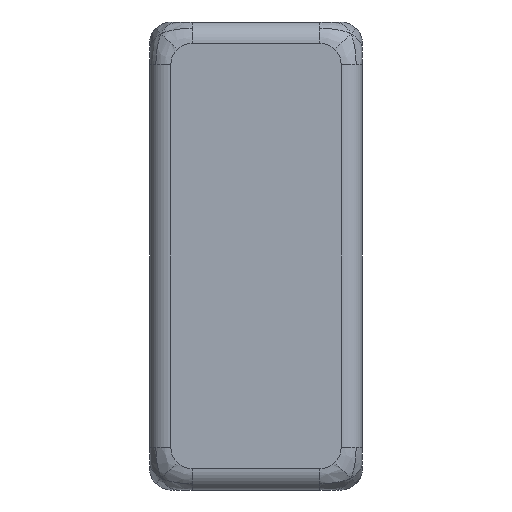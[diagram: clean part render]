
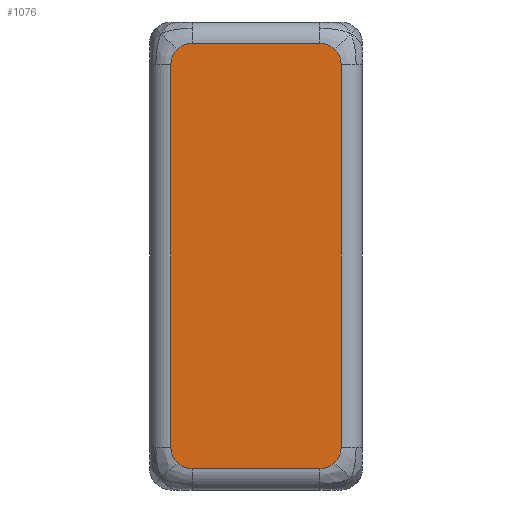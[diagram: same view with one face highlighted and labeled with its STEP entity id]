
A CAD part, left-side view. The second image highlights one B-rep face of the part: STEP entity #1076.
In plain terms, the highlighted planar face has unit normal (-1, 0, 0).
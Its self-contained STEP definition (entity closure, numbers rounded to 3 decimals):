
#18=PLANE('',#1204);
#25=LINE('',#3685,#49);
#28=LINE('',#3689,#52);
#31=LINE('',#3694,#55);
#34=LINE('',#3698,#58);
#49=VECTOR('',#1411,10.);
#52=VECTOR('',#1416,10.);
#55=VECTOR('',#1423,10.);
#58=VECTOR('',#1428,10.);
#144=FACE_OUTER_BOUND('',#210,.T.);
#210=EDGE_LOOP('',(#929,#930,#931,#932,#933,#934,#935,#936,#937,#938,#939,
#940));
#221=CIRCLE('',#1101,1.);
#227=CIRCLE('',#1107,1.);
#230=CIRCLE('',#1110,1.);
#241=CIRCLE('',#1121,1.);
#253=CIRCLE('',#1133,1.);
#256=CIRCLE('',#1136,1.);
#304=CIRCLE('',#1185,1.);
#308=CIRCLE('',#1189,1.);
#367=VERTEX_POINT('',#1690);
#368=VERTEX_POINT('',#1697);
#375=VERTEX_POINT('',#1836);
#376=VERTEX_POINT('',#1843);
#378=VERTEX_POINT('',#1889);
#391=VERTEX_POINT('',#2166);
#392=VERTEX_POINT('',#2173);
#407=VERTEX_POINT('',#2458);
#408=VERTEX_POINT('',#2465);
#410=VERTEX_POINT('',#2511);
#458=VERTEX_POINT('',#3600);
#460=VERTEX_POINT('',#3678);
#475=EDGE_CURVE('',#367,#368,#221,.T.);
#485=EDGE_CURVE('',#375,#376,#227,.T.);
#489=EDGE_CURVE('',#378,#375,#230,.T.);
#507=EDGE_CURVE('',#391,#392,#241,.T.);
#527=EDGE_CURVE('',#407,#408,#253,.T.);
#531=EDGE_CURVE('',#410,#407,#256,.T.);
#602=EDGE_CURVE('',#458,#391,#304,.T.);
#606=EDGE_CURVE('',#460,#367,#308,.T.);
#609=EDGE_CURVE('',#376,#460,#25,.T.);
#612=EDGE_CURVE('',#368,#458,#28,.T.);
#615=EDGE_CURVE('',#408,#378,#31,.T.);
#618=EDGE_CURVE('',#392,#410,#34,.T.);
#929=ORIENTED_EDGE('',*,*,#606,.F.);
#930=ORIENTED_EDGE('',*,*,#609,.F.);
#931=ORIENTED_EDGE('',*,*,#485,.F.);
#932=ORIENTED_EDGE('',*,*,#489,.F.);
#933=ORIENTED_EDGE('',*,*,#615,.F.);
#934=ORIENTED_EDGE('',*,*,#527,.F.);
#935=ORIENTED_EDGE('',*,*,#531,.F.);
#936=ORIENTED_EDGE('',*,*,#618,.F.);
#937=ORIENTED_EDGE('',*,*,#507,.F.);
#938=ORIENTED_EDGE('',*,*,#602,.F.);
#939=ORIENTED_EDGE('',*,*,#612,.F.);
#940=ORIENTED_EDGE('',*,*,#475,.F.);
#1076=ADVANCED_FACE('',(#144),#18,.T.);
#1101=AXIS2_PLACEMENT_3D('',#1698,#1225,#1226);
#1107=AXIS2_PLACEMENT_3D('',#1844,#1237,#1238);
#1110=AXIS2_PLACEMENT_3D('',#1891,#1243,#1244);
#1121=AXIS2_PLACEMENT_3D('',#2174,#1265,#1266);
#1133=AXIS2_PLACEMENT_3D('',#2466,#1289,#1290);
#1136=AXIS2_PLACEMENT_3D('',#2513,#1295,#1296);
#1185=AXIS2_PLACEMENT_3D('',#3602,#1395,#1396);
#1189=AXIS2_PLACEMENT_3D('',#3680,#1403,#1404);
#1204=AXIS2_PLACEMENT_3D('',#3717,#1455,#1456);
#1225=DIRECTION('center_axis',(1.,0.,0.));
#1226=DIRECTION('ref_axis',(0.,-0.707,-0.707));
#1237=DIRECTION('center_axis',(1.,0.,0.));
#1238=DIRECTION('ref_axis',(0.,-0.707,0.707));
#1243=DIRECTION('center_axis',(1.,0.,0.));
#1244=DIRECTION('ref_axis',(0.,-0.707,0.707));
#1265=DIRECTION('center_axis',(1.,0.,0.));
#1266=DIRECTION('ref_axis',(0.,0.707,-0.707));
#1289=DIRECTION('center_axis',(1.,0.,0.));
#1290=DIRECTION('ref_axis',(0.,0.707,0.707));
#1295=DIRECTION('center_axis',(1.,0.,0.));
#1296=DIRECTION('ref_axis',(0.,0.707,0.707));
#1395=DIRECTION('center_axis',(1.,0.,0.));
#1396=DIRECTION('ref_axis',(0.,0.707,-0.707));
#1403=DIRECTION('center_axis',(1.,0.,0.));
#1404=DIRECTION('ref_axis',(0.,-0.707,-0.707));
#1411=DIRECTION('',(0.,0.,-1.));
#1416=DIRECTION('',(0.,1.,0.));
#1423=DIRECTION('',(0.,-1.,0.));
#1428=DIRECTION('',(0.,0.,1.));
#1455=DIRECTION('center_axis',(-1.,0.,0.));
#1456=DIRECTION('ref_axis',(0.,0.,1.));
#1690=CARTESIAN_POINT('',(-42.5,1.293,-9.707));
#1697=CARTESIAN_POINT('',(-42.5,2.,-10.));
#1698=CARTESIAN_POINT('Origin',(-42.5,2.,-9.));
#1836=CARTESIAN_POINT('',(-42.5,1.293,9.707));
#1843=CARTESIAN_POINT('',(-42.5,1.,9.));
#1844=CARTESIAN_POINT('Origin',(-42.5,2.,9.));
#1889=CARTESIAN_POINT('',(-42.5,2.,10.));
#1891=CARTESIAN_POINT('Origin',(-42.5,2.,9.));
#2166=CARTESIAN_POINT('',(-42.5,8.707,-9.707));
#2173=CARTESIAN_POINT('',(-42.5,9.,-9.));
#2174=CARTESIAN_POINT('Origin',(-42.5,8.,-9.));
#2458=CARTESIAN_POINT('',(-42.5,8.707,9.707));
#2465=CARTESIAN_POINT('',(-42.5,8.,10.));
#2466=CARTESIAN_POINT('Origin',(-42.5,8.,9.));
#2511=CARTESIAN_POINT('',(-42.5,9.,9.));
#2513=CARTESIAN_POINT('Origin',(-42.5,8.,9.));
#3600=CARTESIAN_POINT('',(-42.5,8.,-10.));
#3602=CARTESIAN_POINT('Origin',(-42.5,8.,-9.));
#3678=CARTESIAN_POINT('',(-42.5,1.,-9.));
#3680=CARTESIAN_POINT('Origin',(-42.5,2.,-9.));
#3685=CARTESIAN_POINT('',(-42.5,1.,-5.5));
#3689=CARTESIAN_POINT('',(-42.5,0.,-10.));
#3694=CARTESIAN_POINT('',(-42.5,0.,10.));
#3698=CARTESIAN_POINT('',(-42.5,9.,-5.5));
#3717=CARTESIAN_POINT('Origin',(-42.5,0.,-11.));
